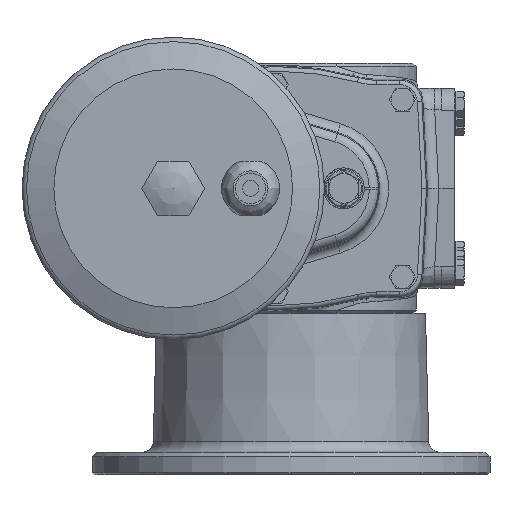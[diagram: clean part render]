
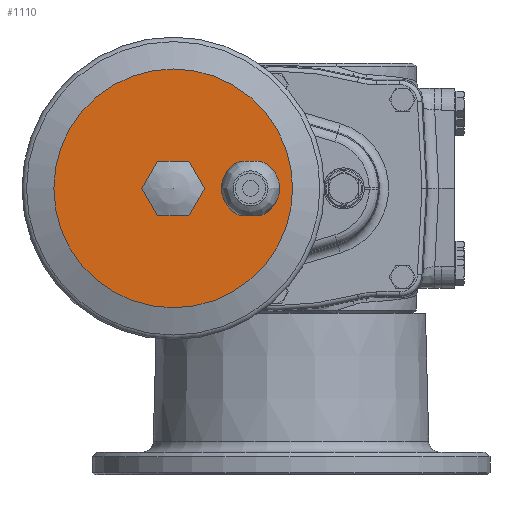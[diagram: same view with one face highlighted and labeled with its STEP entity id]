
A CAD part, left-side view. The second image highlights one B-rep face of the part: STEP entity #1110.
In plain terms, the highlighted planar face has unit normal (-1, 0, 0).
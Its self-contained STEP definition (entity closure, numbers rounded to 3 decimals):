
#1110 = ADVANCED_FACE( '', ( #3043, #3044, #3045 ), #3046, .T. );
#3043 = FACE_BOUND( '', #6732, .T. );
#3044 = FACE_OUTER_BOUND( '', #6733, .T. );
#3045 = FACE_BOUND( '', #6734, .T. );
#3046 = PLANE( '', #6735 );
#6732 = EDGE_LOOP( '', ( #15992, #15993, #15994, #15995 ) );
#6733 = EDGE_LOOP( '', ( #15996 ) );
#6734 = EDGE_LOOP( '', ( #15997, #15998, #15999, #16000, #16001, #16002 ) );
#6735 = AXIS2_PLACEMENT_3D( '', #16003, #16004, #16005 );
#15992 = ORIENTED_EDGE( '', *, *, #22485, .F. );
#15993 = ORIENTED_EDGE( '', *, *, #22486, .F. );
#15994 = ORIENTED_EDGE( '', *, *, #22487, .F. );
#15995 = ORIENTED_EDGE( '', *, *, #22488, .T. );
#15996 = ORIENTED_EDGE( '', *, *, #22489, .T. );
#15997 = ORIENTED_EDGE( '', *, *, #22490, .T. );
#15998 = ORIENTED_EDGE( '', *, *, #22491, .T. );
#15999 = ORIENTED_EDGE( '', *, *, #22492, .T. );
#16000 = ORIENTED_EDGE( '', *, *, #22493, .T. );
#16001 = ORIENTED_EDGE( '', *, *, #22494, .T. );
#16002 = ORIENTED_EDGE( '', *, *, #22495, .T. );
#16003 = CARTESIAN_POINT( '', ( -468., -0.7, 0. ) );
#16004 = DIRECTION( '', ( -1., 0., 0. ) );
#16005 = DIRECTION( '', ( 0., -1., 0. ) );
#22485 = EDGE_CURVE( '', #25452, #25453, #25454, .T. );
#22486 = EDGE_CURVE( '', #25455, #25452, #25456, .T. );
#22487 = EDGE_CURVE( '', #25457, #25455, #25458, .T. );
#22488 = EDGE_CURVE( '', #25457, #25453, #25459, .T. );
#22489 = EDGE_CURVE( '', #25460, #25460, #25461, .T. );
#22490 = EDGE_CURVE( '', #25462, #25463, #25464, .T. );
#22491 = EDGE_CURVE( '', #25463, #25465, #25466, .T. );
#22492 = EDGE_CURVE( '', #25465, #25467, #25468, .T. );
#22493 = EDGE_CURVE( '', #25467, #25469, #25470, .T. );
#22494 = EDGE_CURVE( '', #25469, #25471, #25472, .T. );
#22495 = EDGE_CURVE( '', #25471, #25462, #25473, .T. );
#25452 = VERTEX_POINT( '', #29909 );
#25453 = VERTEX_POINT( '', #29910 );
#25454 = CIRCLE( '', #29911, 12.8 );
#25455 = VERTEX_POINT( '', #29912 );
#25456 = LINE( '', #29913, #29914 );
#25457 = VERTEX_POINT( '', #29915 );
#25458 = CIRCLE( '', #29916, 12.8 );
#25459 = LINE( '', #29917, #29918 );
#25460 = VERTEX_POINT( '', #29919 );
#25461 = CIRCLE( '', #29920, 52.5 );
#25462 = VERTEX_POINT( '', #29921 );
#25463 = VERTEX_POINT( '', #29922 );
#25464 = LINE( '', #29923, #29924 );
#25465 = VERTEX_POINT( '', #29925 );
#25466 = LINE( '', #29926, #29927 );
#25467 = VERTEX_POINT( '', #29928 );
#25468 = LINE( '', #29929, #29930 );
#25469 = VERTEX_POINT( '', #29931 );
#25470 = LINE( '', #29932, #29933 );
#25471 = VERTEX_POINT( '', #29934 );
#25472 = LINE( '', #29935, #29936 );
#25473 = LINE( '', #29937, #29938 );
#29909 = CARTESIAN_POINT( '', ( -468., 22.254, 12. ) );
#29910 = CARTESIAN_POINT( '', ( -468., 22.254, -12. ) );
#29911 = AXIS2_PLACEMENT_3D( '', #36271, #36272, #36273 );
#29912 = CARTESIAN_POINT( '', ( -468., 13.346, 12. ) );
#29913 = CARTESIAN_POINT( '', ( -468., 13.346, 12. ) );
#29914 = VECTOR( '', #36274, 1000. );
#29915 = CARTESIAN_POINT( '', ( -468., 13.346, -12. ) );
#29916 = AXIS2_PLACEMENT_3D( '', #36275, #36276, #36277 );
#29917 = CARTESIAN_POINT( '', ( -468., 13.346, -12. ) );
#29918 = VECTOR( '', #36278, 1000. );
#29919 = CARTESIAN_POINT( '', ( -468., -0.7, 0. ) );
#29920 = AXIS2_PLACEMENT_3D( '', #36279, #36280, #36281 );
#29921 = CARTESIAN_POINT( '', ( -468., 58.728, -12. ) );
#29922 = CARTESIAN_POINT( '', ( -468., 65.656, 0. ) );
#29923 = CARTESIAN_POINT( '', ( -468., 58.728, -12. ) );
#29924 = VECTOR( '', #36282, 1000. );
#29925 = CARTESIAN_POINT( '', ( -468., 58.728, 12. ) );
#29926 = CARTESIAN_POINT( '', ( -468., 65.656, 0. ) );
#29927 = VECTOR( '', #36283, 1000. );
#29928 = CARTESIAN_POINT( '', ( -468., 44.872, 12. ) );
#29929 = CARTESIAN_POINT( '', ( -468., 58.728, 12. ) );
#29930 = VECTOR( '', #36284, 1000. );
#29931 = CARTESIAN_POINT( '', ( -468., 37.944, 0. ) );
#29932 = CARTESIAN_POINT( '', ( -468., 44.872, 12. ) );
#29933 = VECTOR( '', #36285, 1000. );
#29934 = CARTESIAN_POINT( '', ( -468., 44.872, -12. ) );
#29935 = CARTESIAN_POINT( '', ( -468., 37.944, 0. ) );
#29936 = VECTOR( '', #36286, 1000. );
#29937 = CARTESIAN_POINT( '', ( -468., 44.872, -12. ) );
#29938 = VECTOR( '', #36287, 1000. );
#36271 = CARTESIAN_POINT( '', ( -468., 17.8, 0. ) );
#36272 = DIRECTION( '', ( -1., 0., 0. ) );
#36273 = DIRECTION( '', ( 0., -1., 0. ) );
#36274 = DIRECTION( '', ( 0., 1., 0. ) );
#36275 = CARTESIAN_POINT( '', ( -468., 17.8, 0. ) );
#36276 = DIRECTION( '', ( -1., 0., 0. ) );
#36277 = DIRECTION( '', ( 0., -1., 0. ) );
#36278 = DIRECTION( '', ( 0., 1., 0. ) );
#36279 = CARTESIAN_POINT( '', ( -468., 51.8, 0. ) );
#36280 = DIRECTION( '', ( -1., 0., 0. ) );
#36281 = DIRECTION( '', ( 0., -1., 0. ) );
#36282 = DIRECTION( '', ( 0., 0.5, 0.866 ) );
#36283 = DIRECTION( '', ( 0., -0.5, 0.866 ) );
#36284 = DIRECTION( '', ( 0., -1., 0. ) );
#36285 = DIRECTION( '', ( 0., -0.5, -0.866 ) );
#36286 = DIRECTION( '', ( 0., 0.5, -0.866 ) );
#36287 = DIRECTION( '', ( 0., 1., 0. ) );
